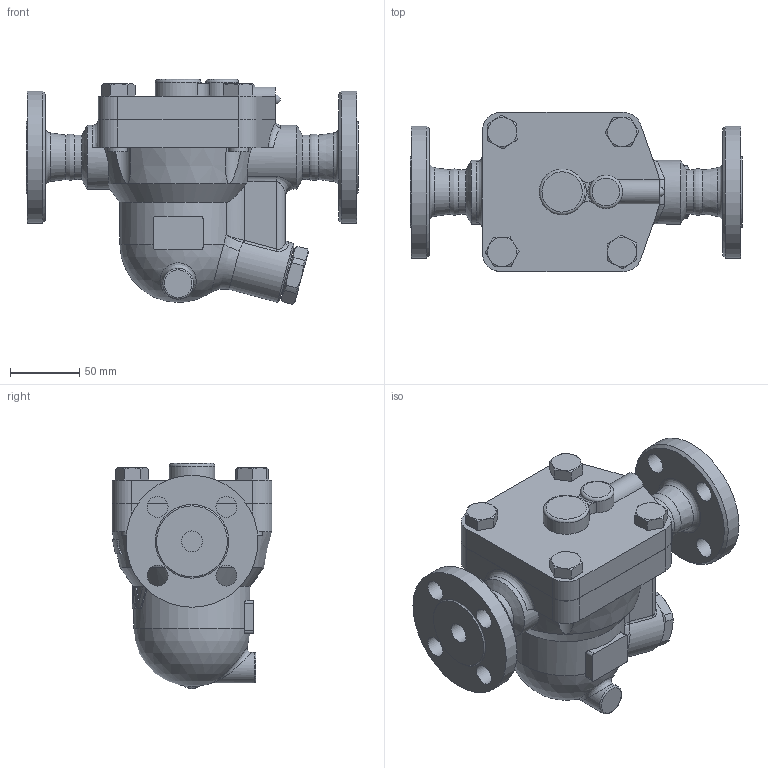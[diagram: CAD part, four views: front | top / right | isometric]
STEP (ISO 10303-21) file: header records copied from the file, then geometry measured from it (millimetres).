
FILE_DESCRIPTION((''),'2;1');
FILE_NAME('j5rlb-015-jis20-00.stp','2010-11-12T16:01:30',('nakaot'),(''),'Autodesk Inventor 2008','Autodesk Inventor 2008','');
FILE_SCHEMA(('AUTOMOTIVE_DESIGN { 1 0 10303 214 1 1 1 1 }'));
Length unit declared in the file: millimetre
Products named in the file (1): j5rlb-015-jis20-00
Bounding box: 239 x 115 x 162.18 mm (x, y, z)
Volume: 1611075.1 mm3; surface area: 151901.2 mm2
Topology: 1 solids, 1 shells, 276 faces, 687 edges, 433 vertices
Faces by surface type: plane 103, cylinder 62, bspline 56, cone 49, torus 4, sphere 2
Full cylindrical faces by diameter (mm): 14 x8, 15 x5, 22 x1, 27 x1, 32 x2, 44 x1, 46 x2, 80 x1, 95 x1
Entity records: 16578 total; most frequent: CARTESIAN_POINT 10702, ORIENTED_EDGE 1228, DIRECTION 1125, EDGE_CURVE 614, AXIS2_PLACEMENT_3D 468, VERTEX_POINT 413, EDGE_LOOP 373, FACE_OUTER_BOUND 276
